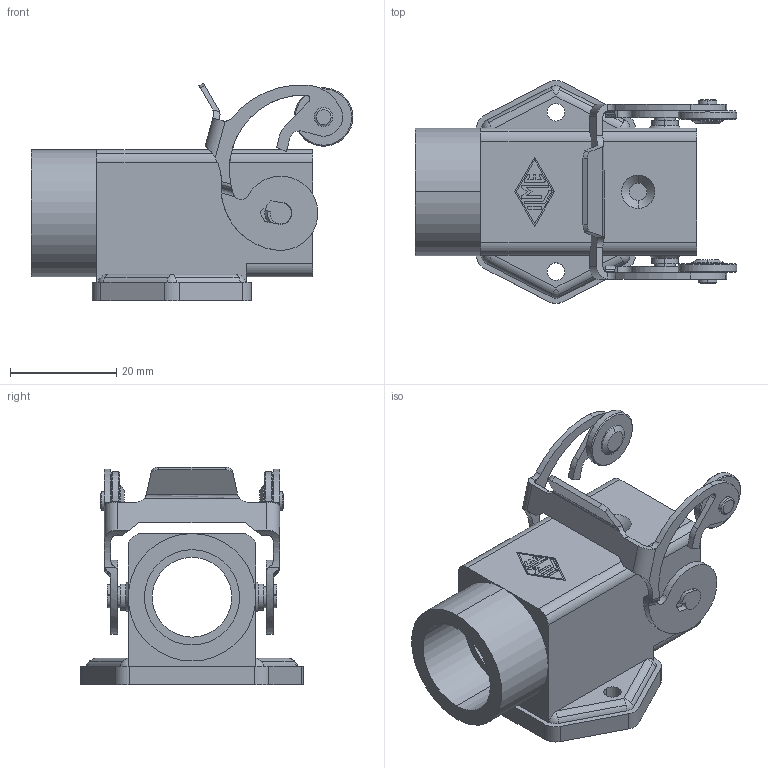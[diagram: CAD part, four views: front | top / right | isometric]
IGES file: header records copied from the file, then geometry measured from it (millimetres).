
Global section: file name: No Iges File Name specified; native system: AutoDesk Inventor R6.1; preprocessor: AutoDesk Inventor Iges Exporter R6.1; author: No Author specified; organization: No Organization specified; date: 20061207.103142; units: millimetre
Bounding box: 60.57 x 42 x 41.02 mm (x, y, z)
Volume: 11817.6 mm3; surface area: 13425.7 mm2
Topology: 1 solids, 3 shells, 339 faces, 896 edges, 582 vertices
Faces by surface type: plane 132, revolution 84, cylinder 64, bspline 36, cone 15, sphere 8
